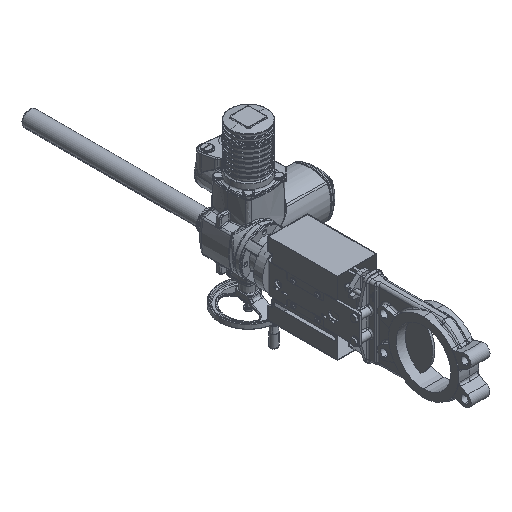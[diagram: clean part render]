
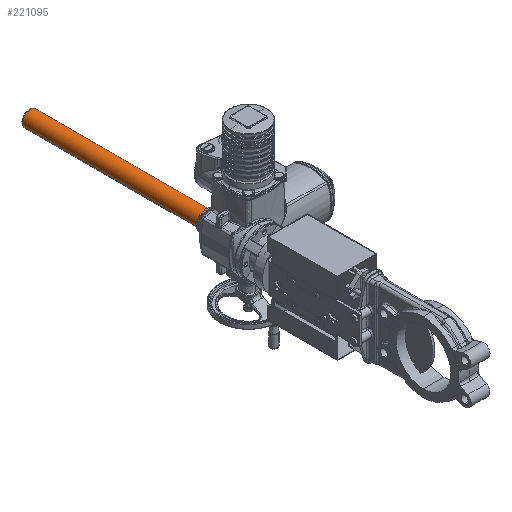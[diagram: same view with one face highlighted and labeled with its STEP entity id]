
A CAD part, isometric view. The second image highlights one B-rep face of the part: STEP entity #221095.
In plain terms, the highlighted cylindrical face has radius 21.2 mm (diameter 42.4 mm), a partial arc.
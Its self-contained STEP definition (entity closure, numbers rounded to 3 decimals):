
#37369 = CARTESIAN_POINT ( 'NONE',  ( 18.912, 607., 9.581 ) ) ;
#37379 = CARTESIAN_POINT ( 'NONE',  ( -18.912, 607., -9.581 ) ) ;
#37424 = CARTESIAN_POINT ( 'NONE',  ( -18.912, 1107., -9.581 ) ) ;
#37530 = CARTESIAN_POINT ( 'NONE',  ( 18.912, 1107., 9.581 ) ) ;
#112592 = AXIS2_PLACEMENT_3D ( 'NONE', #251419, #251420, #251421 ) ;
#112756 = VECTOR ( 'NONE', #273502, 1000. ) ;
#112774 = VECTOR ( 'NONE', #273529, 1000. ) ;
#112795 = CIRCLE ( 'NONE', #112830, 21.2 ) ;
#112809 = CIRCLE ( 'NONE', #112825, 21.2 ) ;
#112825 = AXIS2_PLACEMENT_3D ( 'NONE', #273651, #273653, #273655 ) ;
#112830 = AXIS2_PLACEMENT_3D ( 'NONE', #273665, #273667, #273669 ) ;
#116384 = EDGE_LOOP ( 'NONE', ( #212809, #212986, #212708, #212782 ) ) ;
#135767 = CYLINDRICAL_SURFACE ( 'NONE', #112592, 21.2 ) ;
#135797 = FACE_OUTER_BOUND ( 'NONE', #116384, .T. ) ;
#135879 = LINE ( 'NONE', #273500, #112756 ) ;
#135885 = LINE ( 'NONE', #273527, #112774 ) ;
#201030 = VERTEX_POINT ( 'NONE', #37369 ) ;
#201040 = VERTEX_POINT ( 'NONE', #37379 ) ;
#201118 = VERTEX_POINT ( 'NONE', #37424 ) ;
#201359 = VERTEX_POINT ( 'NONE', #37530 ) ;
#212708 = ORIENTED_EDGE ( 'NONE', *, *, #221207, .T. ) ;
#212782 = ORIENTED_EDGE ( 'NONE', *, *, #221239, .T. ) ;
#212809 = ORIENTED_EDGE ( 'NONE', *, *, #221195, .F. ) ;
#212986 = ORIENTED_EDGE ( 'NONE', *, *, #221234, .F. ) ;
#221095 = ADVANCED_FACE ( 'NONE', ( #135797 ), #135767, .T. ) ;
#221195 = EDGE_CURVE ( 'NONE', #201359, #201030, #135879, .T. ) ;
#221207 = EDGE_CURVE ( 'NONE', #201118, #201040, #135885, .T. ) ;
#221234 = EDGE_CURVE ( 'NONE', #201118, #201359, #112809, .T. ) ;
#221239 = EDGE_CURVE ( 'NONE', #201040, #201030, #112795, .T. ) ;
#251419 = CARTESIAN_POINT ( 'NONE',  ( 0., 1107., 0. ) ) ;
#251420 = DIRECTION ( 'NONE',  ( 0., -1., 0. ) ) ;
#251421 = DIRECTION ( 'NONE',  ( -0.892, 0., -0.452 ) ) ;
#273500 = CARTESIAN_POINT ( 'NONE',  ( 18.912, 1107., 9.581 ) ) ;
#273502 = DIRECTION ( 'NONE',  ( 0., -1., 0. ) ) ;
#273527 = CARTESIAN_POINT ( 'NONE',  ( -18.912, 1107., -9.581 ) ) ;
#273529 = DIRECTION ( 'NONE',  ( 0., -1., 0. ) ) ;
#273651 = CARTESIAN_POINT ( 'NONE',  ( 0., 1107., 0. ) ) ;
#273653 = DIRECTION ( 'NONE',  ( 0., 1., 0. ) ) ;
#273655 = DIRECTION ( 'NONE',  ( 0.892, 0., 0.452 ) ) ;
#273665 = CARTESIAN_POINT ( 'NONE',  ( 0., 607., 0. ) ) ;
#273667 = DIRECTION ( 'NONE',  ( 0., 1., 0. ) ) ;
#273669 = DIRECTION ( 'NONE',  ( 0.892, 0., 0.452 ) ) ;
